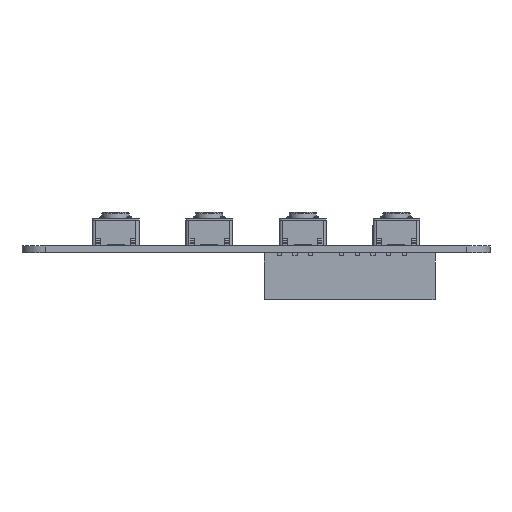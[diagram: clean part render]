
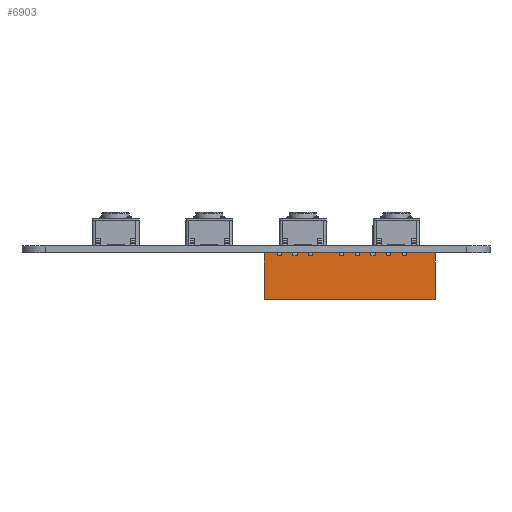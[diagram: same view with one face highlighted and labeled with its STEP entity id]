
A CAD part, front view. The second image highlights one B-rep face of the part: STEP entity #6903.
In plain terms, the highlighted planar face has unit normal (0, -1, 0).
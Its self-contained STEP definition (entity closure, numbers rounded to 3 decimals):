
#6805 = EDGE_CURVE('',#6806,#6808,#6810,.T.);
#6806 = VERTEX_POINT('',#6807);
#6807 = CARTESIAN_POINT('',(10.95,-2.25,0.));
#6808 = VERTEX_POINT('',#6809);
#6809 = CARTESIAN_POINT('',(10.95,-2.25,6.));
#6810 = LINE('',#6811,#6812);
#6811 = CARTESIAN_POINT('',(10.95,-2.25,0.));
#6812 = VECTOR('',#6813,1.);
#6813 = DIRECTION('',(0.,0.,1.));
#6878 = VERTEX_POINT('',#6879);
#6879 = CARTESIAN_POINT('',(-10.95,-2.25,6.));
#6885 = EDGE_CURVE('',#6886,#6878,#6888,.T.);
#6886 = VERTEX_POINT('',#6887);
#6887 = CARTESIAN_POINT('',(-10.95,-2.25,0.));
#6888 = LINE('',#6889,#6890);
#6889 = CARTESIAN_POINT('',(-10.95,-2.25,0.));
#6890 = VECTOR('',#6891,1.);
#6891 = DIRECTION('',(0.,0.,1.));
#6903 = ADVANCED_FACE('',(#6904),#6920,.F.);
#6904 = FACE_BOUND('',#6905,.F.);
#6905 = EDGE_LOOP('',(#6906,#6907,#6913,#6914));
#6906 = ORIENTED_EDGE('',*,*,#6885,.T.);
#6907 = ORIENTED_EDGE('',*,*,#6908,.T.);
#6908 = EDGE_CURVE('',#6878,#6808,#6909,.T.);
#6909 = LINE('',#6910,#6911);
#6910 = CARTESIAN_POINT('',(-10.95,-2.25,6.));
#6911 = VECTOR('',#6912,1.);
#6912 = DIRECTION('',(1.,0.,0.));
#6913 = ORIENTED_EDGE('',*,*,#6805,.F.);
#6914 = ORIENTED_EDGE('',*,*,#6915,.F.);
#6915 = EDGE_CURVE('',#6886,#6806,#6916,.T.);
#6916 = LINE('',#6917,#6918);
#6917 = CARTESIAN_POINT('',(-10.95,-2.25,0.));
#6918 = VECTOR('',#6919,1.);
#6919 = DIRECTION('',(1.,0.,0.));
#6920 = PLANE('',#6921);
#6921 = AXIS2_PLACEMENT_3D('',#6922,#6923,#6924);
#6922 = CARTESIAN_POINT('',(-10.95,-2.25,0.));
#6923 = DIRECTION('',(0.,1.,0.));
#6924 = DIRECTION('',(1.,0.,0.));
